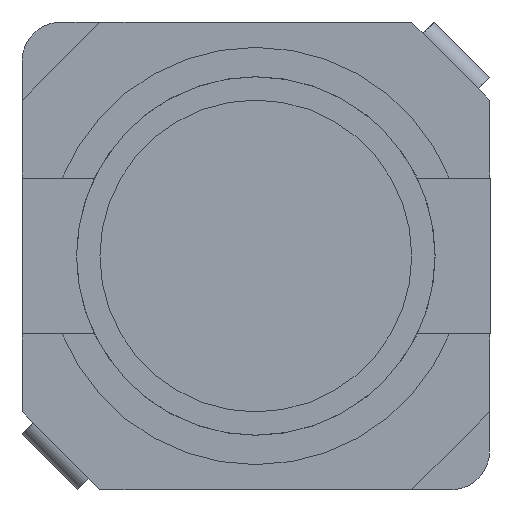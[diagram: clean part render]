
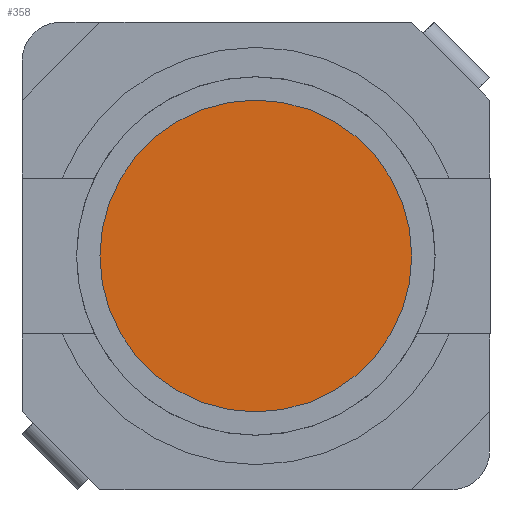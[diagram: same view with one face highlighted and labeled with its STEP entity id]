
A CAD part, front view. The second image highlights one B-rep face of the part: STEP entity #358.
In plain terms, the highlighted planar face has unit normal (0, -1, 0).
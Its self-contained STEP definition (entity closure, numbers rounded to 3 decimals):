
#139 = EDGE_LOOP ( 'NONE', ( #191, #2063 ) ) ;
#191 = ORIENTED_EDGE ( 'NONE', *, *, #857, .T. ) ;
#194 = AXIS2_PLACEMENT_3D ( 'NONE', #312, #1943, #492 ) ;
#254 = DIRECTION ( 'NONE',  ( 0., 1., 0. ) ) ;
#312 = CARTESIAN_POINT ( 'NONE',  ( 0., 0., 0. ) ) ;
#358 = ADVANCED_FACE ( 'NONE', ( #2028 ), #1888, .F. ) ;
#406 = CIRCLE ( 'NONE', #574, 2. ) ;
#436 = CARTESIAN_POINT ( 'NONE',  ( 2.5, 0., -2.5 ) ) ;
#440 = VERTEX_POINT ( 'NONE', #805 ) ;
#492 = DIRECTION ( 'NONE',  ( 0., 0., -1. ) ) ;
#574 = AXIS2_PLACEMENT_3D ( 'NONE', #1014, #1669, #1023 ) ;
#805 = CARTESIAN_POINT ( 'NONE',  ( 0., 0., 2. ) ) ;
#857 = EDGE_CURVE ( 'NONE', #1494, #440, #1070, .T. ) ;
#1014 = CARTESIAN_POINT ( 'NONE',  ( 0., 0., 0. ) ) ;
#1023 = DIRECTION ( 'NONE',  ( 0., 0., -1. ) ) ;
#1070 = CIRCLE ( 'NONE', #194, 2. ) ;
#1494 = VERTEX_POINT ( 'NONE', #1612 ) ;
#1612 = CARTESIAN_POINT ( 'NONE',  ( 0., 0., -2. ) ) ;
#1669 = DIRECTION ( 'NONE',  ( 0., -1., 0. ) ) ;
#1816 = AXIS2_PLACEMENT_3D ( 'NONE', #436, #254, #2021 ) ;
#1888 = PLANE ( 'NONE',  #1816 ) ;
#1943 = DIRECTION ( 'NONE',  ( 0., -1., 0. ) ) ;
#2021 = DIRECTION ( 'NONE',  ( 0., 0., 1. ) ) ;
#2028 = FACE_OUTER_BOUND ( 'NONE', #139, .T. ) ;
#2034 = EDGE_CURVE ( 'NONE', #440, #1494, #406, .T. ) ;
#2063 = ORIENTED_EDGE ( 'NONE', *, *, #2034, .T. ) ;
